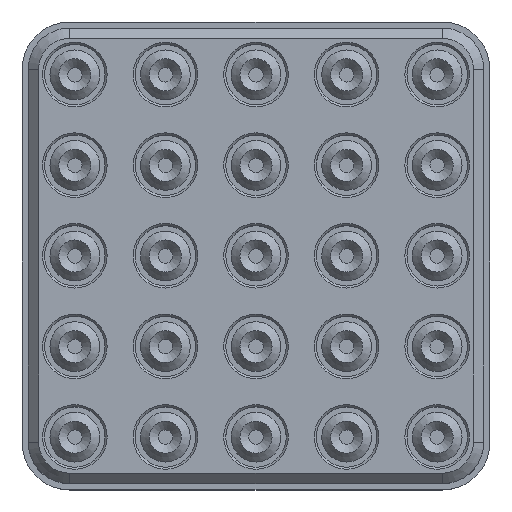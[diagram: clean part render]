
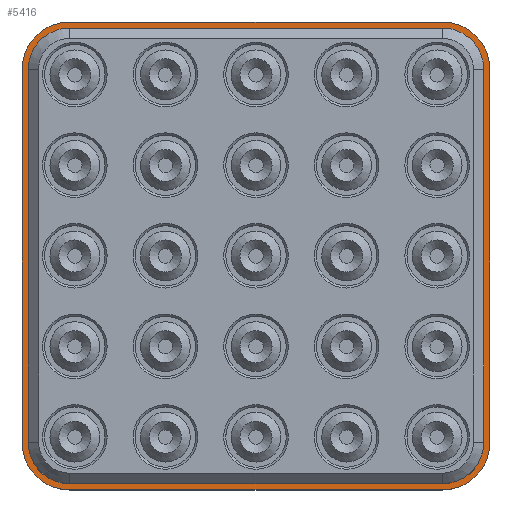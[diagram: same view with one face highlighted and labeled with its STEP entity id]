
A CAD part, top view. The second image highlights one B-rep face of the part: STEP entity #5416.
In plain terms, the highlighted planar face has unit normal (0, 0, 1).
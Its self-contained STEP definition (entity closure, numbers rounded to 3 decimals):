
#81=FACE_BOUND('',#971,.T.);
#184=PLANE('',#6032);
#551=FACE_OUTER_BOUND('',#970,.T.);
#970=EDGE_LOOP('',(#4313,#4314,#4315,#4316,#4317,#4318,#4319,#4320));
#971=EDGE_LOOP('',(#4321,#4322,#4323,#4324,#4325,#4326,#4327,#4328));
#1341=LINE('',#9063,#1715);
#1345=LINE('',#9072,#1719);
#1347=LINE('',#9082,#1721);
#1348=LINE('',#9086,#1722);
#1349=LINE('',#9090,#1723);
#1350=LINE('',#9093,#1724);
#1351=LINE('',#9095,#1725);
#1352=LINE('',#9099,#1726);
#1715=VECTOR('',#7413,10.);
#1719=VECTOR('',#7423,10.);
#1721=VECTOR('',#7433,10.);
#1722=VECTOR('',#7436,10.);
#1723=VECTOR('',#7439,10.);
#1724=VECTOR('',#7442,10.);
#1725=VECTOR('',#7443,10.);
#1726=VECTOR('',#7446,10.);
#2138=CIRCLE('',#6028,20.04);
#2139=CIRCLE('',#6031,20.04);
#2140=CIRCLE('',#6033,23.);
#2141=CIRCLE('',#6034,23.);
#2142=CIRCLE('',#6035,23.);
#2143=CIRCLE('',#6036,23.);
#2144=CIRCLE('',#6037,20.04);
#2145=CIRCLE('',#6038,20.04);
#2519=VERTEX_POINT('',#9060);
#2520=VERTEX_POINT('',#9062);
#2521=VERTEX_POINT('',#9066);
#2522=VERTEX_POINT('',#9070);
#2523=VERTEX_POINT('',#9074);
#2524=VERTEX_POINT('',#9078);
#2525=VERTEX_POINT('',#9079);
#2526=VERTEX_POINT('',#9081);
#2527=VERTEX_POINT('',#9083);
#2528=VERTEX_POINT('',#9085);
#2529=VERTEX_POINT('',#9087);
#2530=VERTEX_POINT('',#9089);
#2531=VERTEX_POINT('',#9091);
#2532=VERTEX_POINT('',#9094);
#2533=VERTEX_POINT('',#9096);
#2534=VERTEX_POINT('',#9098);
#3140=EDGE_CURVE('',#2520,#2519,#1341,.T.);
#3143=EDGE_CURVE('',#2519,#2521,#2138,.T.);
#3145=EDGE_CURVE('',#2521,#2522,#1345,.T.);
#3147=EDGE_CURVE('',#2522,#2523,#2139,.T.);
#3148=EDGE_CURVE('',#2524,#2525,#2140,.T.);
#3149=EDGE_CURVE('',#2525,#2526,#1347,.T.);
#3150=EDGE_CURVE('',#2526,#2527,#2141,.T.);
#3151=EDGE_CURVE('',#2527,#2528,#1348,.T.);
#3152=EDGE_CURVE('',#2528,#2529,#2142,.T.);
#3153=EDGE_CURVE('',#2529,#2530,#1349,.T.);
#3154=EDGE_CURVE('',#2530,#2531,#2143,.T.);
#3155=EDGE_CURVE('',#2531,#2524,#1350,.T.);
#3156=EDGE_CURVE('',#2523,#2532,#1351,.T.);
#3157=EDGE_CURVE('',#2532,#2533,#2144,.T.);
#3158=EDGE_CURVE('',#2533,#2534,#1352,.T.);
#3159=EDGE_CURVE('',#2534,#2520,#2145,.T.);
#4313=ORIENTED_EDGE('',*,*,#3148,.T.);
#4314=ORIENTED_EDGE('',*,*,#3149,.T.);
#4315=ORIENTED_EDGE('',*,*,#3150,.T.);
#4316=ORIENTED_EDGE('',*,*,#3151,.T.);
#4317=ORIENTED_EDGE('',*,*,#3152,.T.);
#4318=ORIENTED_EDGE('',*,*,#3153,.T.);
#4319=ORIENTED_EDGE('',*,*,#3154,.T.);
#4320=ORIENTED_EDGE('',*,*,#3155,.T.);
#4321=ORIENTED_EDGE('',*,*,#3145,.T.);
#4322=ORIENTED_EDGE('',*,*,#3147,.T.);
#4323=ORIENTED_EDGE('',*,*,#3156,.T.);
#4324=ORIENTED_EDGE('',*,*,#3157,.T.);
#4325=ORIENTED_EDGE('',*,*,#3158,.T.);
#4326=ORIENTED_EDGE('',*,*,#3159,.T.);
#4327=ORIENTED_EDGE('',*,*,#3140,.T.);
#4328=ORIENTED_EDGE('',*,*,#3143,.T.);
#5416=ADVANCED_FACE('',(#551,#81),#184,.F.);
#6028=AXIS2_PLACEMENT_3D('',#9068,#7418,#7419);
#6031=AXIS2_PLACEMENT_3D('',#9076,#7427,#7428);
#6032=AXIS2_PLACEMENT_3D('',#9077,#7429,#7430);
#6033=AXIS2_PLACEMENT_3D('',#9080,#7431,#7432);
#6034=AXIS2_PLACEMENT_3D('',#9084,#7434,#7435);
#6035=AXIS2_PLACEMENT_3D('',#9088,#7437,#7438);
#6036=AXIS2_PLACEMENT_3D('',#9092,#7440,#7441);
#6037=AXIS2_PLACEMENT_3D('',#9097,#7444,#7445);
#6038=AXIS2_PLACEMENT_3D('',#9100,#7447,#7448);
#7413=DIRECTION('',(-1.,0.,0.));
#7418=DIRECTION('center_axis',(0.,0.,-1.));
#7419=DIRECTION('ref_axis',(0.,-1.,0.));
#7423=DIRECTION('',(0.,1.,0.));
#7427=DIRECTION('center_axis',(0.,0.,-1.));
#7428=DIRECTION('ref_axis',(-1.,0.,0.));
#7429=DIRECTION('center_axis',(0.,0.,-1.));
#7430=DIRECTION('ref_axis',(1.,0.,0.));
#7431=DIRECTION('center_axis',(0.,0.,1.));
#7432=DIRECTION('ref_axis',(-1.,0.,0.));
#7433=DIRECTION('',(0.,-1.,0.));
#7434=DIRECTION('center_axis',(0.,0.,1.));
#7435=DIRECTION('ref_axis',(0.,-1.,0.));
#7436=DIRECTION('',(1.,0.,0.));
#7437=DIRECTION('center_axis',(0.,0.,1.));
#7438=DIRECTION('ref_axis',(1.,0.,0.));
#7439=DIRECTION('',(0.,1.,0.));
#7440=DIRECTION('center_axis',(0.,0.,1.));
#7441=DIRECTION('ref_axis',(0.,1.,0.));
#7442=DIRECTION('',(-1.,0.,0.));
#7443=DIRECTION('',(1.,0.,0.));
#7444=DIRECTION('center_axis',(0.,0.,-1.));
#7445=DIRECTION('ref_axis',(0.,1.,0.));
#7446=DIRECTION('',(0.,-1.,0.));
#7447=DIRECTION('center_axis',(0.,0.,-1.));
#7448=DIRECTION('ref_axis',(1.,0.,0.));
#9060=CARTESIAN_POINT('',(-2.5,-22.54,-61.));
#9062=CARTESIAN_POINT('',(177.5,-22.54,-61.));
#9063=CARTESIAN_POINT('',(42.5,-22.54,-61.));
#9066=CARTESIAN_POINT('',(-22.54,-2.5,-61.));
#9068=CARTESIAN_POINT('Origin',(-2.5,-2.5,-61.));
#9070=CARTESIAN_POINT('',(-22.54,177.5,-61.));
#9072=CARTESIAN_POINT('',(-22.54,132.5,-61.));
#9074=CARTESIAN_POINT('',(-2.5,197.54,-61.));
#9076=CARTESIAN_POINT('Origin',(-2.5,177.5,-61.));
#9077=CARTESIAN_POINT('Origin',(87.5,87.5,-61.));
#9078=CARTESIAN_POINT('',(-2.5,200.5,-61.));
#9079=CARTESIAN_POINT('',(-25.5,177.5,-61.));
#9080=CARTESIAN_POINT('Origin',(-2.5,177.5,-61.));
#9081=CARTESIAN_POINT('',(-25.5,-2.5,-61.));
#9082=CARTESIAN_POINT('',(-25.5,177.5,-61.));
#9083=CARTESIAN_POINT('',(-2.5,-25.5,-61.));
#9084=CARTESIAN_POINT('Origin',(-2.5,-2.5,-61.));
#9085=CARTESIAN_POINT('',(177.5,-25.5,-61.));
#9086=CARTESIAN_POINT('',(-2.5,-25.5,-61.));
#9087=CARTESIAN_POINT('',(200.5,-2.5,-61.));
#9088=CARTESIAN_POINT('Origin',(177.5,-2.5,-61.));
#9089=CARTESIAN_POINT('',(200.5,177.5,-61.));
#9090=CARTESIAN_POINT('',(200.5,-2.5,-61.));
#9091=CARTESIAN_POINT('',(177.5,200.5,-61.));
#9092=CARTESIAN_POINT('Origin',(177.5,177.5,-61.));
#9093=CARTESIAN_POINT('',(177.5,200.5,-61.));
#9094=CARTESIAN_POINT('',(177.5,197.54,-61.));
#9095=CARTESIAN_POINT('',(132.5,197.54,-61.));
#9096=CARTESIAN_POINT('',(197.54,177.5,-61.));
#9097=CARTESIAN_POINT('Origin',(177.5,177.5,-61.));
#9098=CARTESIAN_POINT('',(197.54,-2.5,-61.));
#9099=CARTESIAN_POINT('',(197.54,42.5,-61.));
#9100=CARTESIAN_POINT('Origin',(177.5,-2.5,-61.));
